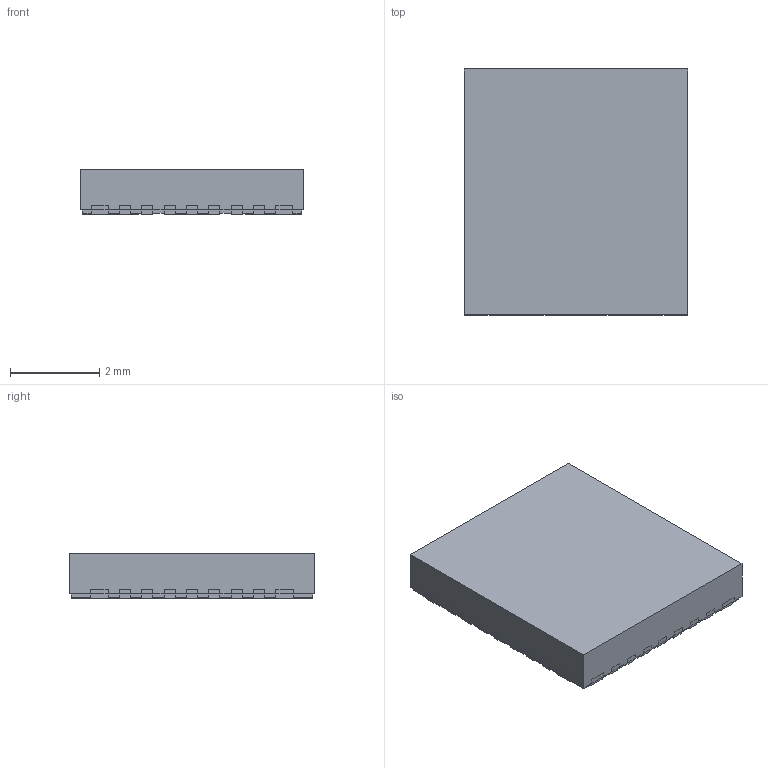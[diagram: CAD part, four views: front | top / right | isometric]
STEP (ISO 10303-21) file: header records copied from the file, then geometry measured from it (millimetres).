
FILE_DESCRIPTION((''),'2;1');
FILE_NAME('RQK0032A_ASM','2019-09-20T08:04:57',('a0412086'),(''),'CREO PARAMETRIC BY PTC INC, 2018020','CREO PARAMETRIC BY PTC INC, 2018020','');
FILE_SCHEMA(('AUTOMOTIVE_DESIGN { 1 0 10303 214 1 1 1 1 }'));
Length unit declared in the file: millimetre
Products named in the file (3): FRAME_AF0; MOLD_AF0; RQK0032A_ASM
Assembly tree (2 placements, depth 2):
  RQK0032A_ASM
    FRAME_AF0
    MOLD_AF0
Bounding box: 5 x 5.5 x 1 mm (x, y, z)
Volume: 27 mm3; surface area: 125.5 mm2
Topology: 32 solids, 32 shells, 498 faces, 1302 edges, 868 vertices
Faces by surface type: plane 446, cylinder 52
Entity records: 19581 total; most frequent: CARTESIAN_POINT 2680, ORIENTED_EDGE 2604, DIRECTION 2412, PRESENTATION_STYLE_ASSIGNMENT 1370, STYLED_ITEM 1334, CURVE_STYLE 1302, EDGE_CURVE 1302, VECTOR 1198
